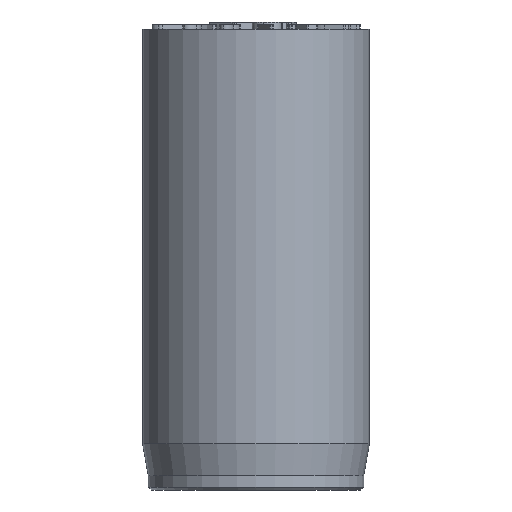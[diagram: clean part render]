
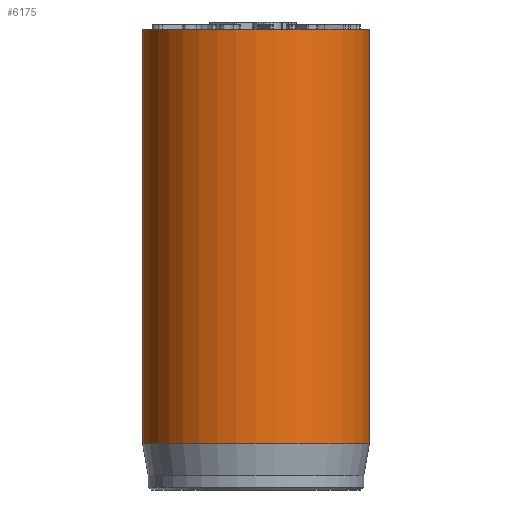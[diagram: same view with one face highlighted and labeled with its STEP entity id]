
A CAD part, front view. The second image highlights one B-rep face of the part: STEP entity #6175.
In plain terms, the highlighted cylindrical face has radius 8 mm (diameter 16 mm), a full revolution.
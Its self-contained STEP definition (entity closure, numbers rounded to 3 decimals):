
#32=CYLINDRICAL_SURFACE('',#6408,8.);
#44=CIRCLE('',#6375,8.);
#60=CIRCLE('',#6406,8.);
#61=CIRCLE('',#6407,8.);
#1007=FACE_OUTER_BOUND('',#1370,.T.);
#1370=EDGE_LOOP('',(#5487,#5488,#5489,#5490,#5491));
#1833=LINE('',#11258,#2312);
#2312=VECTOR('',#7101,8.);
#2894=VERTEX_POINT('',#11197);
#2910=VERTEX_POINT('',#11252);
#2911=VERTEX_POINT('',#11253);
#3760=EDGE_CURVE('',#2894,#2894,#44,.T.);
#3784=EDGE_CURVE('',#2910,#2911,#60,.T.);
#3785=EDGE_CURVE('',#2911,#2910,#61,.T.);
#3787=EDGE_CURVE('',#2894,#2910,#1833,.T.);
#5487=ORIENTED_EDGE('',*,*,#3760,.T.);
#5488=ORIENTED_EDGE('',*,*,#3787,.T.);
#5489=ORIENTED_EDGE('',*,*,#3784,.T.);
#5490=ORIENTED_EDGE('',*,*,#3785,.T.);
#5491=ORIENTED_EDGE('',*,*,#3787,.F.);
#6175=ADVANCED_FACE('',(#1007),#32,.T.);
#6375=AXIS2_PLACEMENT_3D('',#11198,#7024,#7025);
#6406=AXIS2_PLACEMENT_3D('',#11254,#7094,#7095);
#6407=AXIS2_PLACEMENT_3D('',#11255,#7096,#7097);
#6408=AXIS2_PLACEMENT_3D('',#11257,#7099,#7100);
#7024=DIRECTION('center_axis',(0.,0.,-1.));
#7025=DIRECTION('ref_axis',(-1.,0.,0.));
#7094=DIRECTION('center_axis',(0.,0.,1.));
#7095=DIRECTION('ref_axis',(-1.,0.,0.));
#7096=DIRECTION('center_axis',(0.,0.,1.));
#7097=DIRECTION('ref_axis',(-1.,0.,0.));
#7099=DIRECTION('center_axis',(0.,0.,1.));
#7100=DIRECTION('ref_axis',(-1.,0.,0.));
#7101=DIRECTION('',(0.,0.,-1.));
#11197=CARTESIAN_POINT('',(8.,0.,32.5));
#11198=CARTESIAN_POINT('Origin',(0.,0.,32.5));
#11252=CARTESIAN_POINT('',(8.,0.,3.269));
#11253=CARTESIAN_POINT('',(-8.,0.,3.269));
#11254=CARTESIAN_POINT('Origin',(0.,0.,3.269));
#11255=CARTESIAN_POINT('Origin',(0.,0.,3.269));
#11257=CARTESIAN_POINT('Origin',(0.,0.,0.));
#11258=CARTESIAN_POINT('',(8.,0.,0.));
